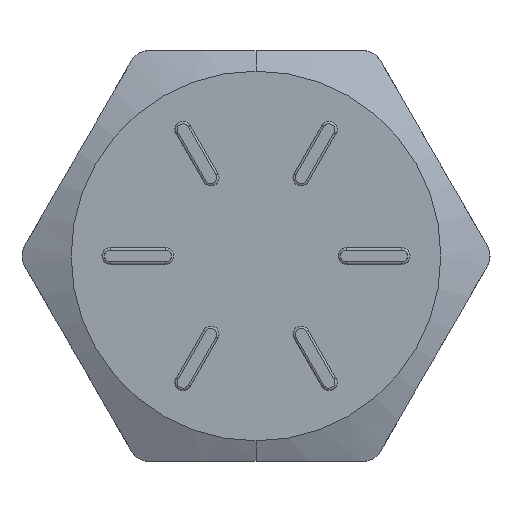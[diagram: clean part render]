
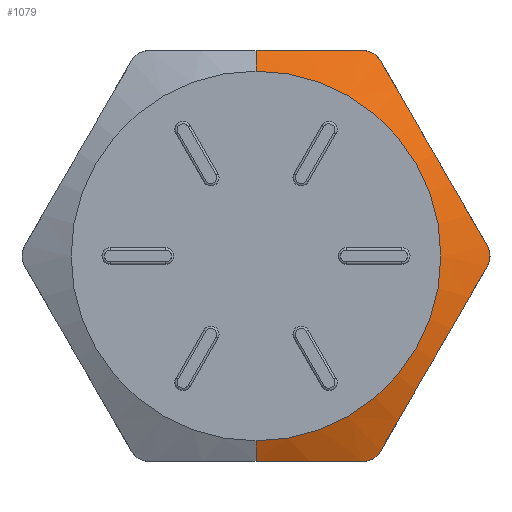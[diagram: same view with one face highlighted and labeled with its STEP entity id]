
A CAD part, left-side view. The second image highlights one B-rep face of the part: STEP entity #1079.
In plain terms, the highlighted conical face has half-angle 65 degrees and reference radius 5.001 mm.
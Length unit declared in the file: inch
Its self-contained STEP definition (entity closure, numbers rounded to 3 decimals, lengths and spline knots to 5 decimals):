
#22 = CARTESIAN_POINT ( 'NONE',  ( -0.13185, -0.12791, -0.21391 ) ) ;
#32 = EDGE_CURVE ( 'NONE', #4824, #938, #5200, .T. ) ;
#155 = CARTESIAN_POINT ( 'NONE',  ( -0.14607, -0.18021, 0.12537 ) ) ;
#208 = LINE ( 'NONE', #3333, #6482 ) ;
#273 = VECTOR ( 'NONE', #1544, 39.37008 ) ;
#282 = CARTESIAN_POINT ( 'NONE',  ( -0.13714, -0.09488, -0.21875 ) ) ;
#300 = B_SPLINE_CURVE_WITH_KNOTS ( 'NONE', 3,
 ( #5516, #1977, #3948, #22, #4994, #2480 ),
 .UNSPECIFIED., .F., .F.,
 ( 4, 2, 4 ),
 ( 0., 0.00029, 0.00058 ),
 .UNSPECIFIED. ) ;
#436 = CARTESIAN_POINT ( 'NONE',  ( -0.13715, -0.23686, -0.02725 ) ) ;
#450 = EDGE_CURVE ( 'NONE', #682, #2237, #3869, .T. ) ;
#520 = CARTESIAN_POINT ( 'NONE',  ( -0.14605, 0., -0.21875 ) ) ;
#546 = ORIENTED_EDGE ( 'NONE', *, *, #450, .T. ) ;
#553 = EDGE_CURVE ( 'NONE', #4019, #2849, #5408, .T. ) ;
#676 = CARTESIAN_POINT ( 'NONE',  ( -0.13714, -0.09488, 0.21875 ) ) ;
#682 = VERTEX_POINT ( 'NONE', #1317 ) ;
#688 = CARTESIAN_POINT ( 'NONE',  ( -0.1331, -0.24628, 0.01094 ) ) ;
#924 = CARTESIAN_POINT ( 'NONE',  ( -0.14607, -0.19868, -0.09338 ) ) ;
#938 = VERTEX_POINT ( 'NONE', #2344 ) ;
#973 = ORIENTED_EDGE ( 'NONE', *, *, #32, .F. ) ;
#977 = B_SPLINE_CURVE_WITH_KNOTS ( 'NONE', 3,
 ( #688, #2699, #1206, #155, #1732, #6199, #5195, #5674 ),
 .UNSPECIFIED., .F., .F.,
 ( 4, 2, 2, 4 ),
 ( 0.00033, 0.00321, 0.00466, 0.0061 ),
 .UNSPECIFIED. ) ;
#1079 = ADVANCED_FACE ( 'NONE', ( #4472 ), #3448, .T. ) ;
#1180 = CARTESIAN_POINT ( 'NONE',  ( -0.14605, -0.01901, 0.21875 ) ) ;
#1198 = CARTESIAN_POINT ( 'NONE',  ( -0.14043, -0.07589, 0.21875 ) ) ;
#1206 = CARTESIAN_POINT ( 'NONE',  ( -0.14601, -0.2087, 0.07601 ) ) ;
#1293 = CARTESIAN_POINT ( 'NONE',  ( -0.13185, -0.1213, 0.21773 ) ) ;
#1317 = CARTESIAN_POINT ( 'NONE',  ( -0.1331, -0.13261, 0.20781 ) ) ;
#1335 = DIRECTION ( 'NONE',  ( 0.423, 0., -0.906 ) ) ;
#1359 = ORIENTED_EDGE ( 'NONE', *, *, #3652, .T. ) ;
#1531 = CARTESIAN_POINT ( 'NONE',  ( -0.1331, -0.24628, -0.01094 ) ) ;
#1544 = DIRECTION ( 'NONE',  ( 0.423, 0., 0.906 ) ) ;
#1732 = CARTESIAN_POINT ( 'NONE',  ( -0.14492, -0.17067, 0.14189 ) ) ;
#1812 = CARTESIAN_POINT ( 'NONE',  ( -0.1331, -0.13261, -0.20781 ) ) ;
#1897 = ORIENTED_EDGE ( 'NONE', *, *, #3950, .T. ) ;
#1902 = AXIS2_PLACEMENT_3D ( 'NONE', #5293, #4801, #4818 ) ;
#1977 = CARTESIAN_POINT ( 'NONE',  ( -0.13229, -0.11746, -0.21875 ) ) ;
#2003 = CARTESIAN_POINT ( 'NONE',  ( -0.13229, -0.24817, 0.00765 ) ) ;
#2140 = EDGE_LOOP ( 'NONE', ( #2909, #1897, #5818, #4464, #1359, #5301, #5423, #546, #5915, #973 ) ) ;
#2158 = CARTESIAN_POINT ( 'NONE',  ( -0.1331, -0.11367, 0.21875 ) ) ;
#2226 = CIRCLE ( 'NONE', #5503, 0.19687 ) ;
#2231 = VERTEX_POINT ( 'NONE', #2258 ) ;
#2237 = VERTEX_POINT ( 'NONE', #6248 ) ;
#2258 = CARTESIAN_POINT ( 'NONE',  ( -0.1331, -0.24628, 0.01094 ) ) ;
#2272 = CARTESIAN_POINT ( 'NONE',  ( -0.13185, -0.12793, 0.21389 ) ) ;
#2298 = CARTESIAN_POINT ( 'NONE',  ( -0.14116, -0.15134, -0.17537 ) ) ;
#2316 = CARTESIAN_POINT ( 'NONE',  ( -0.14605, 0., -0.21875 ) ) ;
#2334 = CARTESIAN_POINT ( 'NONE',  ( -0.1331, -0.11367, 0.21875 ) ) ;
#2344 = CARTESIAN_POINT ( 'NONE',  ( -0.14605, 0., 0.21875 ) ) ;
#2350 = CARTESIAN_POINT ( 'NONE',  ( -0.14488, -0.03798, -0.21875 ) ) ;
#2381 = CARTESIAN_POINT ( 'NONE',  ( -0.14601, -0.17018, -0.14274 ) ) ;
#2404 = CARTESIAN_POINT ( 'NONE',  ( -0.1331, -0.24628, -0.01094 ) ) ;
#2429 = CARTESIAN_POINT ( 'NONE',  ( -0.14044, -0.22736, -0.0437 ) ) ;
#2431 = CARTESIAN_POINT ( 'NONE',  ( -0.13229, -0.24817, -0.00765 ) ) ;
#2468 = CARTESIAN_POINT ( 'NONE',  ( -0.15625, 0., 0.19687 ) ) ;
#2480 = CARTESIAN_POINT ( 'NONE',  ( -0.1331, -0.13261, -0.20781 ) ) ;
#2699 = CARTESIAN_POINT ( 'NONE',  ( -0.14116, -0.22754, 0.04338 ) ) ;
#2820 = CARTESIAN_POINT ( 'NONE',  ( -0.14605, -0.01901, -0.21875 ) ) ;
#2849 = VERTEX_POINT ( 'NONE', #5662 ) ;
#2909 = ORIENTED_EDGE ( 'NONE', *, *, #3079, .F. ) ;
#3023 = EDGE_CURVE ( 'NONE', #2237, #938, #5282, .T. ) ;
#3079 = EDGE_CURVE ( 'NONE', #5252, #4824, #2226, .T. ) ;
#3213 = CARTESIAN_POINT ( 'NONE',  ( -0.15625, 0., 0.19687 ) ) ;
#3254 = CARTESIAN_POINT ( 'NONE',  ( -0.13229, -0.13071, 0.2111 ) ) ;
#3311 = EDGE_CURVE ( 'NONE', #2849, #4450, #300, .T. ) ;
#3321 = EDGE_CURVE ( 'NONE', #5757, #2231, #3374, .T. ) ;
#3333 = CARTESIAN_POINT ( 'NONE',  ( -0.15625, 0., -0.19687 ) ) ;
#3374 = B_SPLINE_CURVE_WITH_KNOTS ( 'NONE', 3,
 ( #4374, #2431, #3514, #4529, #2003, #3926 ),
 .UNSPECIFIED., .F., .F.,
 ( 4, 2, 4 ),
 ( 0., 0.00029, 0.00058 ),
 .UNSPECIFIED. ) ;
#3448 = CONICAL_SURFACE ( 'NONE', #1902, 0.19687, 1.134 ) ;
#3514 = CARTESIAN_POINT ( 'NONE',  ( -0.13185, -0.2492, -0.00385 ) ) ;
#3593 = CARTESIAN_POINT ( 'NONE',  ( -0.15625, 0., -0.19687 ) ) ;
#3652 = EDGE_CURVE ( 'NONE', #4450, #5757, #5550, .T. ) ;
#3722 = CARTESIAN_POINT ( 'NONE',  ( -0.13229, -0.11746, 0.21875 ) ) ;
#3869 = B_SPLINE_CURVE_WITH_KNOTS ( 'NONE', 3,
 ( #5320, #3254, #2272, #1293, #3722, #2334 ),
 .UNSPECIFIED., .F., .F.,
 ( 4, 2, 4 ),
 ( 0., 0.00029, 0.00058 ),
 .UNSPECIFIED. ) ;
#3926 = CARTESIAN_POINT ( 'NONE',  ( -0.1331, -0.24628, 0.01094 ) ) ;
#3948 = CARTESIAN_POINT ( 'NONE',  ( -0.13185, -0.12127, -0.21774 ) ) ;
#3950 = EDGE_CURVE ( 'NONE', #5252, #4019, #208, .T. ) ;
#4019 = VERTEX_POINT ( 'NONE', #520 ) ;
#4238 = CARTESIAN_POINT ( 'NONE',  ( -0.14043, -0.07589, -0.21875 ) ) ;
#4258 = CARTESIAN_POINT ( 'NONE',  ( -0.1331, -0.11367, -0.21875 ) ) ;
#4372 = CARTESIAN_POINT ( 'NONE',  ( -0.14492, -0.20821, -0.07686 ) ) ;
#4374 = CARTESIAN_POINT ( 'NONE',  ( -0.1331, -0.24628, -0.01094 ) ) ;
#4450 = VERTEX_POINT ( 'NONE', #4991 ) ;
#4464 = ORIENTED_EDGE ( 'NONE', *, *, #3311, .T. ) ;
#4472 = FACE_OUTER_BOUND ( 'NONE', #2140, .T. ) ;
#4529 = CARTESIAN_POINT ( 'NONE',  ( -0.13185, -0.24921, 0.00381 ) ) ;
#4541 = EDGE_CURVE ( 'NONE', #2231, #682, #977, .T. ) ;
#4674 = CARTESIAN_POINT ( 'NONE',  ( -0.14488, -0.03798, 0.21875 ) ) ;
#4731 = DIRECTION ( 'NONE',  ( -1., 0., 0. ) ) ;
#4801 = DIRECTION ( 'NONE',  ( 1., 0., 0. ) ) ;
#4818 = DIRECTION ( 'NONE',  ( 0., 0., 1. ) ) ;
#4824 = VERTEX_POINT ( 'NONE', #3213 ) ;
#4991 = CARTESIAN_POINT ( 'NONE',  ( -0.1331, -0.13261, -0.20781 ) ) ;
#4994 = CARTESIAN_POINT ( 'NONE',  ( -0.13229, -0.13071, -0.2111 ) ) ;
#5182 = CARTESIAN_POINT ( 'NONE',  ( -0.14605, 0., 0.21875 ) ) ;
#5195 = CARTESIAN_POINT ( 'NONE',  ( -0.13715, -0.14203, 0.1915 ) ) ;
#5200 = LINE ( 'NONE', #2468, #273 ) ;
#5252 = VERTEX_POINT ( 'NONE', #3593 ) ;
#5282 = B_SPLINE_CURVE_WITH_KNOTS ( 'NONE', 3,
 ( #2158, #676, #1198, #4674, #1180, #5182 ),
 .UNSPECIFIED., .F., .F.,
 ( 4, 2, 4 ),
 ( 0.00604, 0.0075, 0.00895 ),
 .UNSPECIFIED. ) ;
#5293 = CARTESIAN_POINT ( 'NONE',  ( -0.15625, 0., 0. ) ) ;
#5301 = ORIENTED_EDGE ( 'NONE', *, *, #3321, .T. ) ;
#5320 = CARTESIAN_POINT ( 'NONE',  ( -0.1331, -0.13261, 0.20781 ) ) ;
#5328 = DIRECTION ( 'NONE',  ( 0., 0., 1. ) ) ;
#5408 = B_SPLINE_CURVE_WITH_KNOTS ( 'NONE', 3,
 ( #2316, #2820, #2350, #4238, #282, #4258 ),
 .UNSPECIFIED., .F., .F.,
 ( 4, 2, 4 ),
 ( 0.01686, 0.0183, 0.01974 ),
 .UNSPECIFIED. ) ;
#5423 = ORIENTED_EDGE ( 'NONE', *, *, #4541, .T. ) ;
#5503 = AXIS2_PLACEMENT_3D ( 'NONE', #5832, #4731, #5328 ) ;
#5516 = CARTESIAN_POINT ( 'NONE',  ( -0.1331, -0.11367, -0.21875 ) ) ;
#5550 = B_SPLINE_CURVE_WITH_KNOTS ( 'NONE', 3,
 ( #1812, #2298, #2381, #924, #4372, #2429, #436, #2404 ),
 .UNSPECIFIED., .F., .F.,
 ( 4, 2, 2, 4 ),
 ( 0.00033, 0.00321, 0.00466, 0.0061 ),
 .UNSPECIFIED. ) ;
#5662 = CARTESIAN_POINT ( 'NONE',  ( -0.1331, -0.11367, -0.21875 ) ) ;
#5674 = CARTESIAN_POINT ( 'NONE',  ( -0.1331, -0.13261, 0.20781 ) ) ;
#5757 = VERTEX_POINT ( 'NONE', #1531 ) ;
#5818 = ORIENTED_EDGE ( 'NONE', *, *, #553, .T. ) ;
#5832 = CARTESIAN_POINT ( 'NONE',  ( -0.15625, 0., 0. ) ) ;
#5915 = ORIENTED_EDGE ( 'NONE', *, *, #3023, .T. ) ;
#6199 = CARTESIAN_POINT ( 'NONE',  ( -0.14044, -0.15153, 0.17505 ) ) ;
#6248 = CARTESIAN_POINT ( 'NONE',  ( -0.1331, -0.11367, 0.21875 ) ) ;
#6482 = VECTOR ( 'NONE', #1335, 39.37008 ) ;
